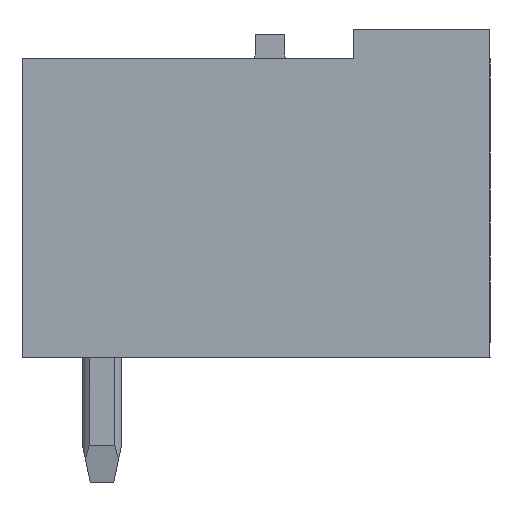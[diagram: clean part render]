
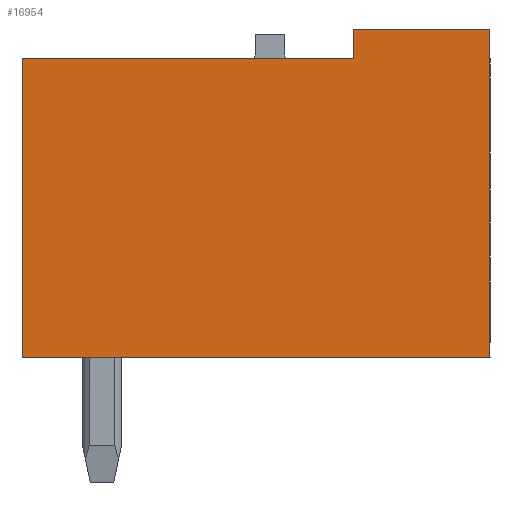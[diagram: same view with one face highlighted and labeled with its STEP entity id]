
A CAD part, left-side view. The second image highlights one B-rep face of the part: STEP entity #16954.
In plain terms, the highlighted planar face has unit normal (-1, 0, 0).
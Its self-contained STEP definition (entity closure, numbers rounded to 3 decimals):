
#16944=AXIS2_PLACEMENT_3D('Plane Axis2P3D',#16941,#16942,#16943) ;
#269=CARTESIAN_POINT('Vertex',(0.,3.5,11.63)) ;
#272=CARTESIAN_POINT('Line Origine',(0.,1.75,11.63)) ;
#276=CARTESIAN_POINT('Vertex',(0.,0.,11.63)) ;
#927=CARTESIAN_POINT('Vertex',(0.,12.,10.88)) ;
#930=CARTESIAN_POINT('Line Origine',(0.,7.75,10.88)) ;
#934=CARTESIAN_POINT('Vertex',(0.,3.5,10.88)) ;
#1560=CARTESIAN_POINT('Vertex',(0.,12.,3.2)) ;
#1563=CARTESIAN_POINT('Line Origine',(0.,12.,7.04)) ;
#1627=CARTESIAN_POINT('Vertex',(0.,0.,3.2)) ;
#1630=CARTESIAN_POINT('Line Origine',(0.,6.,3.2)) ;
#8761=CARTESIAN_POINT('Line Origine',(0.,0.,7.415)) ;
#16283=CARTESIAN_POINT('Line Origine',(0.,3.5,11.255)) ;
#16941=CARTESIAN_POINT('Axis2P3D Location',(0.,0.,0.)) ;
#273=DIRECTION('Vector Direction',(0.,-1.,0.)) ;
#931=DIRECTION('Vector Direction',(0.,1.,0.)) ;
#1564=DIRECTION('Vector Direction',(0.,0.,1.)) ;
#1631=DIRECTION('Vector Direction',(0.,1.,0.)) ;
#8762=DIRECTION('Vector Direction',(0.,0.,-1.)) ;
#16284=DIRECTION('Vector Direction',(0.,0.,1.)) ;
#16942=DIRECTION('Axis2P3D Direction',(-1.,0.,0.)) ;
#16943=DIRECTION('Axis2P3D XDirection',(0.,-1.,0.)) ;
#274=VECTOR('Line Direction',#273,1.) ;
#932=VECTOR('Line Direction',#931,1.) ;
#1565=VECTOR('Line Direction',#1564,1.) ;
#1632=VECTOR('Line Direction',#1631,1.) ;
#8763=VECTOR('Line Direction',#8762,1.) ;
#16285=VECTOR('Line Direction',#16284,1.) ;
#16947=ORIENTED_EDGE('',*,*,#8765,.T.) ;
#16948=ORIENTED_EDGE('',*,*,#278,.T.) ;
#16949=ORIENTED_EDGE('',*,*,#16287,.T.) ;
#16950=ORIENTED_EDGE('',*,*,#936,.T.) ;
#16951=ORIENTED_EDGE('',*,*,#1567,.T.) ;
#16952=ORIENTED_EDGE('',*,*,#1634,.T.) ;
#16954=ADVANCED_FACE('Housing',(#16953),#16945,.T.) ;
#278=EDGE_CURVE('',#277,#270,#275,.F.) ;
#936=EDGE_CURVE('',#935,#928,#933,.T.) ;
#1567=EDGE_CURVE('',#928,#1561,#1566,.F.) ;
#1634=EDGE_CURVE('',#1561,#1628,#1633,.F.) ;
#8765=EDGE_CURVE('',#1628,#277,#8764,.F.) ;
#16287=EDGE_CURVE('',#270,#935,#16286,.F.) ;
#16946=EDGE_LOOP('',(#16947,#16948,#16949,#16950,#16951,#16952)) ;
#16953=FACE_OUTER_BOUND('',#16946,.T.) ;
#275=LINE('Line',#272,#274) ;
#933=LINE('Line',#930,#932) ;
#1566=LINE('Line',#1563,#1565) ;
#1633=LINE('Line',#1630,#1632) ;
#8764=LINE('Line',#8761,#8763) ;
#16286=LINE('Line',#16283,#16285) ;
#16945=PLANE('',#16944) ;
#270=VERTEX_POINT('',#269) ;
#277=VERTEX_POINT('',#276) ;
#928=VERTEX_POINT('',#927) ;
#935=VERTEX_POINT('',#934) ;
#1561=VERTEX_POINT('',#1560) ;
#1628=VERTEX_POINT('',#1627) ;
